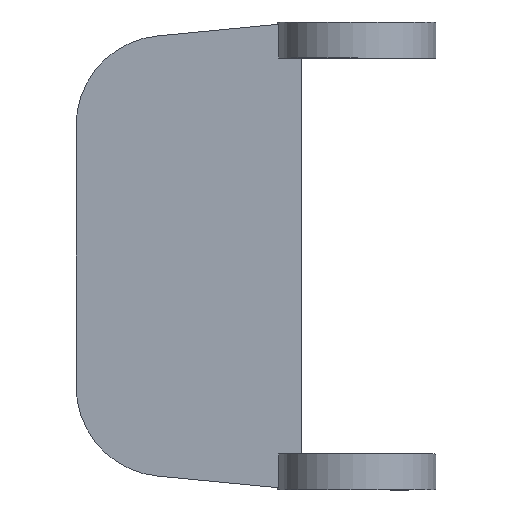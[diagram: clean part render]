
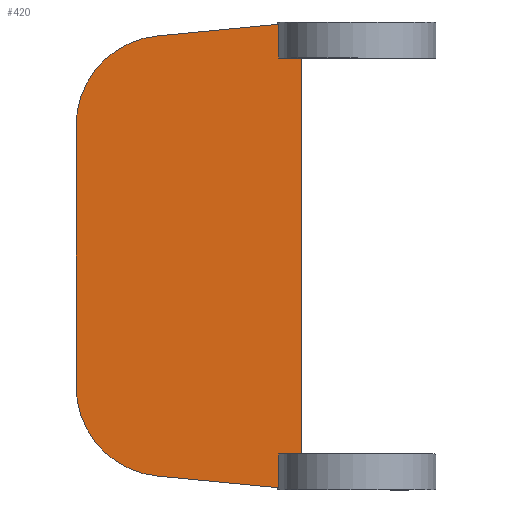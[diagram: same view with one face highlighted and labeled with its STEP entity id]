
A CAD part, left-side view. The second image highlights one B-rep face of the part: STEP entity #420.
In plain terms, the highlighted planar face has unit normal (-1, 0, 0).
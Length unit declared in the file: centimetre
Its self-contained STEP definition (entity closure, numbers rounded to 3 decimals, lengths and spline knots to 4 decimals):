
#28=PLANE('',#448);
#46=FACE_OUTER_BOUND('',#68,.T.);
#68=EDGE_LOOP('',(#328,#329,#330,#331,#332,#333,#334,#335,#336,#337));
#96=LINE('',#607,#142);
#108=LINE('',#636,#154);
#112=LINE('',#643,#158);
#113=LINE('',#646,#159);
#114=LINE('',#648,#160);
#115=LINE('',#650,#161);
#116=LINE('',#652,#162);
#117=LINE('',#653,#163);
#142=VECTOR('',#488,0.6772);
#154=VECTOR('',#510,0.6772);
#158=VECTOR('',#516,1.4497);
#159=VECTOR('',#519,0.1876);
#160=VECTOR('',#520,0.1282);
#161=VECTOR('',#521,2.2);
#162=VECTOR('',#522,0.1282);
#163=VECTOR('',#523,0.1876);
#183=CIRCLE('',#440,0.5);
#185=CIRCLE('',#445,0.5);
#196=VERTEX_POINT('',#593);
#197=VERTEX_POINT('',#595);
#201=VERTEX_POINT('',#605);
#211=VERTEX_POINT('',#629);
#212=VERTEX_POINT('',#630);
#213=VERTEX_POINT('',#635);
#216=VERTEX_POINT('',#645);
#217=VERTEX_POINT('',#647);
#218=VERTEX_POINT('',#649);
#219=VERTEX_POINT('',#651);
#236=EDGE_CURVE('',#196,#197,#183,.T.);
#242=EDGE_CURVE('',#201,#196,#96,.T.);
#253=EDGE_CURVE('',#211,#212,#185,.T.);
#256=EDGE_CURVE('',#213,#212,#108,.T.);
#260=EDGE_CURVE('',#211,#197,#112,.T.);
#261=EDGE_CURVE('',#201,#216,#113,.T.);
#262=EDGE_CURVE('',#216,#217,#114,.T.);
#263=EDGE_CURVE('',#217,#218,#115,.T.);
#264=EDGE_CURVE('',#218,#219,#116,.T.);
#265=EDGE_CURVE('',#219,#213,#117,.T.);
#328=ORIENTED_EDGE('',*,*,#236,.F.);
#329=ORIENTED_EDGE('',*,*,#242,.F.);
#330=ORIENTED_EDGE('',*,*,#261,.T.);
#331=ORIENTED_EDGE('',*,*,#262,.T.);
#332=ORIENTED_EDGE('',*,*,#263,.T.);
#333=ORIENTED_EDGE('',*,*,#264,.T.);
#334=ORIENTED_EDGE('',*,*,#265,.T.);
#335=ORIENTED_EDGE('',*,*,#256,.T.);
#336=ORIENTED_EDGE('',*,*,#253,.F.);
#337=ORIENTED_EDGE('',*,*,#260,.T.);
#420=ADVANCED_FACE('',(#46),#28,.T.);
#440=AXIS2_PLACEMENT_3D('',#596,#479,#480);
#445=AXIS2_PLACEMENT_3D('',#631,#504,#505);
#448=AXIS2_PLACEMENT_3D('',#644,#517,#518);
#479=DIRECTION('center_axis',(1.,0.,0.));
#480=DIRECTION('ref_axis',(0.,0.74,-0.672));
#488=DIRECTION('',(0.,0.995,0.096));
#504=DIRECTION('center_axis',(1.,0.,0.));
#505=DIRECTION('ref_axis',(0.,0.74,0.672));
#510=DIRECTION('',(0.,0.995,-0.096));
#516=DIRECTION('',(0.,0.,-1.));
#517=DIRECTION('center_axis',(-1.,0.,0.));
#518=DIRECTION('ref_axis',(0.,-1.,0.));
#519=DIRECTION('',(0.,0.,1.));
#520=DIRECTION('',(0.,-1.,0.));
#521=DIRECTION('',(0.,0.,1.));
#522=DIRECTION('',(0.,1.,0.));
#523=DIRECTION('',(0.,0.,1.));
#593=CARTESIAN_POINT('',(-2.8549,0.1039,2.9309));
#595=CARTESIAN_POINT('',(-2.8549,0.5559,3.4286));
#596=CARTESIAN_POINT('Origin',(-2.8549,0.0559,3.4286));
#605=CARTESIAN_POINT('',(-2.8549,-0.5701,2.8658));
#607=CARTESIAN_POINT('',(-2.8549,-0.6983,2.8534));
#629=CARTESIAN_POINT('',(-2.8549,0.5559,4.8783));
#630=CARTESIAN_POINT('',(-2.8549,0.1039,5.376));
#631=CARTESIAN_POINT('Origin',(-2.8549,0.0559,4.8783));
#635=CARTESIAN_POINT('',(-2.8549,-0.5701,5.4411));
#636=CARTESIAN_POINT('',(-2.8549,-0.6983,5.4534));
#643=CARTESIAN_POINT('',(-2.8549,0.5559,3.564));
#644=CARTESIAN_POINT('Origin',(-2.8549,1.8017,4.1534));
#645=CARTESIAN_POINT('',(-2.8549,-0.5701,3.0534));
#646=CARTESIAN_POINT('',(-2.8549,-0.5701,3.5034));
#647=CARTESIAN_POINT('',(-2.8549,-0.6983,3.0534));
#648=CARTESIAN_POINT('',(-2.8549,0.4091,3.0534));
#649=CARTESIAN_POINT('',(-2.8549,-0.6983,5.2534));
#650=CARTESIAN_POINT('',(-2.8549,-0.6983,2.8534));
#651=CARTESIAN_POINT('',(-2.8549,-0.5701,5.2534));
#652=CARTESIAN_POINT('',(-2.8549,0.4091,5.2534));
#653=CARTESIAN_POINT('',(-2.8549,-0.5701,4.7034));
